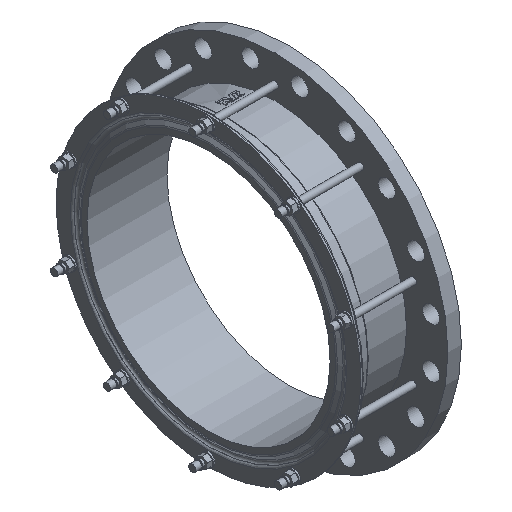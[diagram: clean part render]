
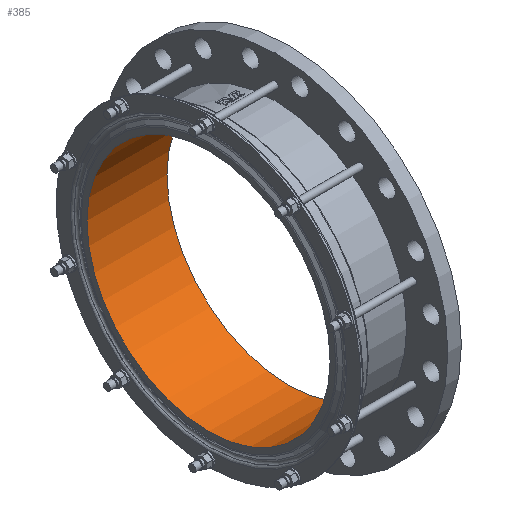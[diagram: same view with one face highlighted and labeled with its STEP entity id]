
A CAD part, isometric view. The second image highlights one B-rep face of the part: STEP entity #385.
In plain terms, the highlighted cylindrical face has radius 225 mm (diameter 450 mm), a full revolution.
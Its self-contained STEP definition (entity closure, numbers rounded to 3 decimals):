
#37 = EDGE_CURVE ( 'NONE', #5699, #5699, #1886, .T. ) ;
#385 = ADVANCED_FACE ( 'NONE', ( #2513, #2518 ), #2520, .F. ) ;
#660 = EDGE_CURVE ( 'NONE', #5777, #5777, #5444, .T. ) ;
#873 = AXIS2_PLACEMENT_3D ( 'NONE', #3177, #3178, #3179 ) ;
#1340 = EDGE_LOOP ( 'NONE', ( #4603 ) ) ;
#1352 = EDGE_LOOP ( 'NONE', ( #4666 ) ) ;
#1886 = CIRCLE ( 'NONE', #873, 225. ) ;
#2513 = FACE_OUTER_BOUND ( 'NONE', #1352, .T. ) ;
#2518 = FACE_OUTER_BOUND ( 'NONE', #1340, .T. ) ;
#2520 = CYLINDRICAL_SURFACE ( 'NONE', #4414, 225. ) ;
#3177 = CARTESIAN_POINT ( 'NONE',  ( -48., 0., 0. ) ) ;
#3178 = DIRECTION ( 'NONE',  ( 1., 0., 0. ) ) ;
#3179 = DIRECTION ( 'NONE',  ( 0., 0., -1. ) ) ;
#4339 = DIRECTION ( 'NONE',  ( 0., 0., -1. ) ) ;
#4340 = CARTESIAN_POINT ( 'NONE',  ( -78., 0., 0. ) ) ;
#4341 = DIRECTION ( 'NONE',  ( 1., 0., 0. ) ) ;
#4414 = AXIS2_PLACEMENT_3D ( 'NONE', #4340, #4341, #4339 ) ;
#4548 = AXIS2_PLACEMENT_3D ( 'NONE', #5177, #5178, #5179 ) ;
#4603 = ORIENTED_EDGE ( 'NONE', *, *, #37, .F. ) ;
#4666 = ORIENTED_EDGE ( 'NONE', *, *, #660, .T. ) ;
#5177 = CARTESIAN_POINT ( 'NONE',  ( 100., 0., 0. ) ) ;
#5178 = DIRECTION ( 'NONE',  ( 1., 0., 0. ) ) ;
#5179 = DIRECTION ( 'NONE',  ( 0., 0., -1. ) ) ;
#5444 = CIRCLE ( 'NONE', #4548, 225. ) ;
#5699 = VERTEX_POINT ( 'NONE', #6708 ) ;
#5777 = VERTEX_POINT ( 'NONE', #6786 ) ;
#6708 = CARTESIAN_POINT ( 'NONE',  ( -48., 0., -225. ) ) ;
#6786 = CARTESIAN_POINT ( 'NONE',  ( 100., 0., -225. ) ) ;
